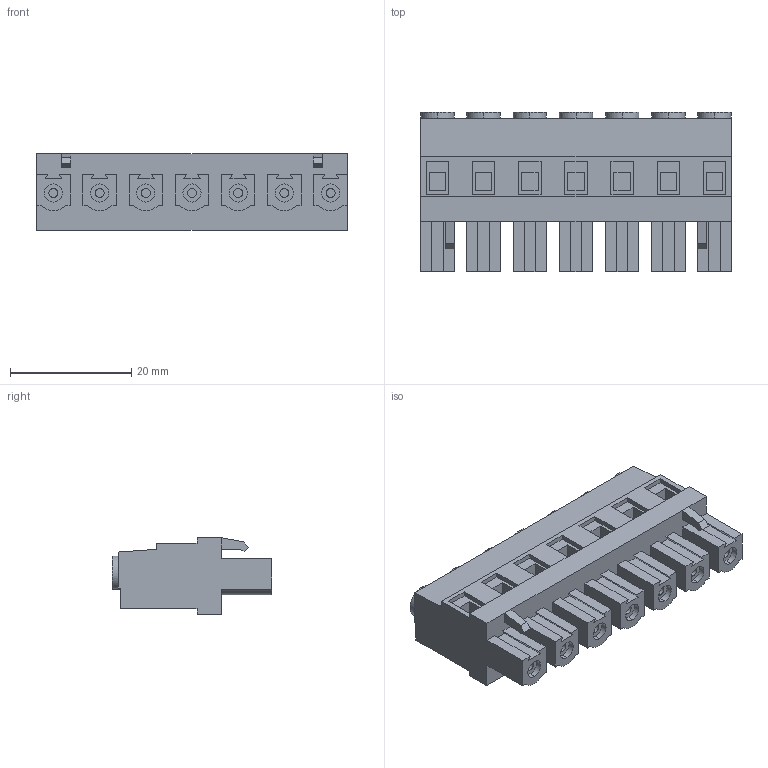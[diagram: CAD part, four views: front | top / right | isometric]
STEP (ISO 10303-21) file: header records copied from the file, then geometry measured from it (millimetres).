
FILE_DESCRIPTION (( 'STEP AP203' ), '1' );
FILE_NAME ('SOKETLI BASKILI DEVRE KLEMENSI - 7,62 MM DIK DISI - 7 LI.STEP', '2018-09-21T06:41:57', ( 'user' ), ( '' ), 'SwSTEP 2.0', 'SolidWorks 2016', '' );
FILE_SCHEMA (( 'CONFIG_CONTROL_DESIGN' ));
Length unit declared in the file: millimetre
Products named in the file (1): SOKETLI BASKILI DEVRE KLEMENSI  - 7,62 MM DIK DISI - 7 LI
Bounding box: 51.22 x 26.25 x 12.6 mm (x, y, z)
Volume: 10345.5 mm3; surface area: 6170.3 mm2
Topology: 1 solids, 1 shells, 296 faces, 756 edges, 502 vertices
Faces by surface type: plane 231, cylinder 65
Entity records: 9003 total; most frequent: CARTESIAN_POINT 1555, DIRECTION 1524, ORIENTED_EDGE 1512, EDGE_CURVE 756, VECTOR 582, LINE 582, VERTEX_POINT 502, AXIS2_PLACEMENT_3D 471
